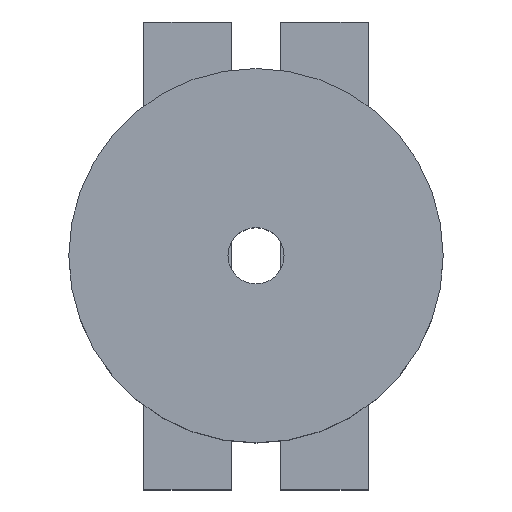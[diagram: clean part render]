
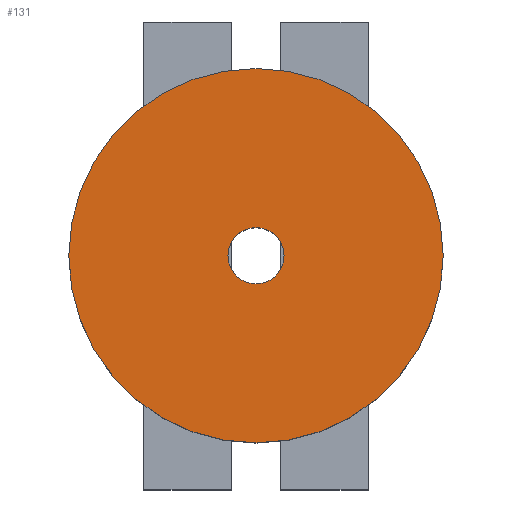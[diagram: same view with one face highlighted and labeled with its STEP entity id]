
A CAD part, top view. The second image highlights one B-rep face of the part: STEP entity #131.
In plain terms, the highlighted planar face has unit normal (0, 0, 1).
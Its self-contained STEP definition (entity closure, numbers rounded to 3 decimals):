
#47 = EDGE_CURVE('',#48,#48,#50,.T.);
#48 = VERTEX_POINT('',#49);
#49 = CARTESIAN_POINT('',(100.,0.,40.));
#50 = SURFACE_CURVE('',#51,(#56,#68),.PCURVE_S1.);
#51 = CIRCLE('',#52,100.);
#52 = AXIS2_PLACEMENT_3D('',#53,#54,#55);
#53 = CARTESIAN_POINT('',(0.,0.,40.));
#54 = DIRECTION('',(0.,0.,1.));
#55 = DIRECTION('',(1.,0.,0.));
#56 = PCURVE('',#57,#62);
#57 = CYLINDRICAL_SURFACE('',#58,100.);
#58 = AXIS2_PLACEMENT_3D('',#59,#60,#61);
#59 = CARTESIAN_POINT('',(0.,0.,-40.));
#60 = DIRECTION('',(0.,0.,1.));
#61 = DIRECTION('',(1.,0.,0.));
#62 = DEFINITIONAL_REPRESENTATION('',(#63),#67);
#63 = LINE('',#64,#65);
#64 = CARTESIAN_POINT('',(0.,80.));
#65 = VECTOR('',#66,1.);
#66 = DIRECTION('',(1.,0.));
#67 = ( GEOMETRIC_REPRESENTATION_CONTEXT(2) 
PARAMETRIC_REPRESENTATION_CONTEXT() REPRESENTATION_CONTEXT('2D SPACE',''
  ) );
#68 = PCURVE('',#69,#74);
#69 = PLANE('',#70);
#70 = AXIS2_PLACEMENT_3D('',#71,#72,#73);
#71 = CARTESIAN_POINT('',(0.,0.,40.));
#72 = DIRECTION('',(0.,0.,1.));
#73 = DIRECTION('',(1.,0.,0.));
#74 = DEFINITIONAL_REPRESENTATION('',(#75),#79);
#75 = CIRCLE('',#76,100.);
#76 = AXIS2_PLACEMENT_2D('',#77,#78);
#77 = CARTESIAN_POINT('',(0.,0.));
#78 = DIRECTION('',(1.,0.));
#79 = ( GEOMETRIC_REPRESENTATION_CONTEXT(2) 
PARAMETRIC_REPRESENTATION_CONTEXT() REPRESENTATION_CONTEXT('2D SPACE',''
  ) );
#131 = ADVANCED_FACE('',(#132,#135),#69,.T.);
#132 = FACE_BOUND('',#133,.T.);
#133 = EDGE_LOOP('',(#134));
#134 = ORIENTED_EDGE('',*,*,#47,.T.);
#135 = FACE_BOUND('',#136,.T.);
#136 = EDGE_LOOP('',(#137));
#137 = ORIENTED_EDGE('',*,*,#138,.T.);
#138 = EDGE_CURVE('',#139,#139,#141,.T.);
#139 = VERTEX_POINT('',#140);
#140 = CARTESIAN_POINT('',(-15.,0.,40.));
#141 = SURFACE_CURVE('',#142,(#147,#158),.PCURVE_S1.);
#142 = CIRCLE('',#143,15.);
#143 = AXIS2_PLACEMENT_3D('',#144,#145,#146);
#144 = CARTESIAN_POINT('',(0.,0.,40.));
#145 = DIRECTION('',(0.,0.,-1.));
#146 = DIRECTION('',(-1.,0.,0.));
#147 = PCURVE('',#69,#148);
#148 = DEFINITIONAL_REPRESENTATION('',(#149),#157);
#149 = ( BOUNDED_CURVE() B_SPLINE_CURVE(2,(#150,#151,#152,#153,#154,#155
,#156),.UNSPECIFIED.,.T.,.F.) B_SPLINE_CURVE_WITH_KNOTS((1,2,2,2,2,1),(
    -2.094,0.,2.094,4.189,6.283,
8.378),.UNSPECIFIED.) CURVE() GEOMETRIC_REPRESENTATION_ITEM() 
RATIONAL_B_SPLINE_CURVE((1.,0.5,1.,0.5,1.,0.5,1.)) REPRESENTATION_ITEM(
  '') );
#150 = CARTESIAN_POINT('',(-15.,0.));
#151 = CARTESIAN_POINT('',(-15.,25.981));
#152 = CARTESIAN_POINT('',(7.5,12.99));
#153 = CARTESIAN_POINT('',(30.,0.));
#154 = CARTESIAN_POINT('',(7.5,-12.99));
#155 = CARTESIAN_POINT('',(-15.,-25.981));
#156 = CARTESIAN_POINT('',(-15.,0.));
#157 = ( GEOMETRIC_REPRESENTATION_CONTEXT(2) 
PARAMETRIC_REPRESENTATION_CONTEXT() REPRESENTATION_CONTEXT('2D SPACE',''
  ) );
#158 = PCURVE('',#159,#164);
#159 = CYLINDRICAL_SURFACE('',#160,15.);
#160 = AXIS2_PLACEMENT_3D('',#161,#162,#163);
#161 = CARTESIAN_POINT('',(0.,0.,40.));
#162 = DIRECTION('',(0.,0.,-1.));
#163 = DIRECTION('',(-1.,0.,0.));
#164 = DEFINITIONAL_REPRESENTATION('',(#165),#169);
#165 = LINE('',#166,#167);
#166 = CARTESIAN_POINT('',(0.,0.));
#167 = VECTOR('',#168,1.);
#168 = DIRECTION('',(1.,0.));
#169 = ( GEOMETRIC_REPRESENTATION_CONTEXT(2) 
PARAMETRIC_REPRESENTATION_CONTEXT() REPRESENTATION_CONTEXT('2D SPACE',''
  ) );
